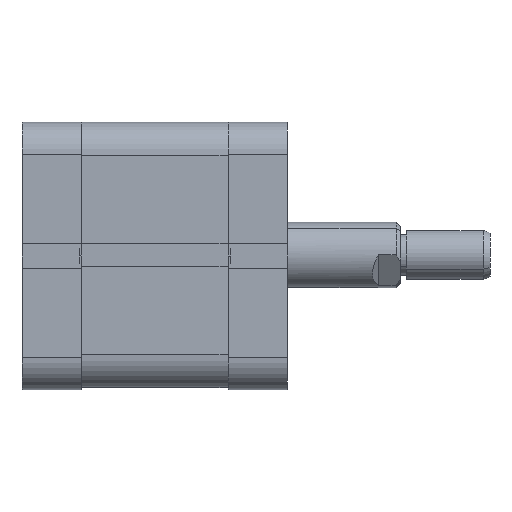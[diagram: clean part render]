
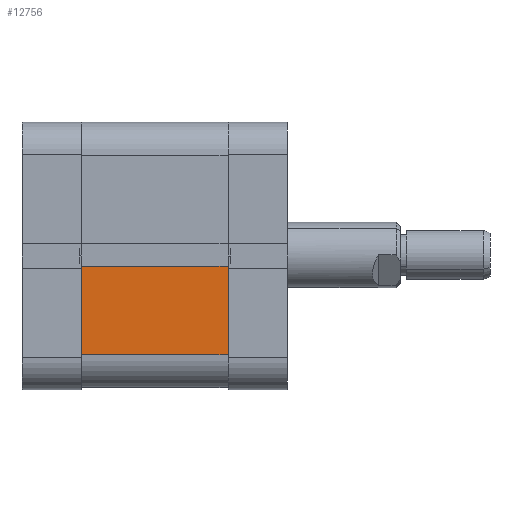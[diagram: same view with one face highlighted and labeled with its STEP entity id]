
A CAD part, front view. The second image highlights one B-rep face of the part: STEP entity #12756.
In plain terms, the highlighted planar face has unit normal (0, -1, 0).
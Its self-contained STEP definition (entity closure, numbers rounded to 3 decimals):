
#226 = EDGE_LOOP ( 'NONE', ( #1458, #18314, #21017, #14904 ) ) ;
#550 = VERTEX_POINT ( 'NONE', #22113 ) ;
#1458 = ORIENTED_EDGE ( 'NONE', *, *, #19670, .T. ) ;
#3420 = CARTESIAN_POINT ( 'NONE',  ( 0., -32.5, -24.5 ) ) ;
#7060 = VECTOR ( 'NONE', #32704, 1000. ) ;
#7565 = CARTESIAN_POINT ( 'NONE',  ( 36., -32.5, -32.5 ) ) ;
#8981 = CARTESIAN_POINT ( 'NONE',  ( 36., -32.5, -32.5 ) ) ;
#10114 = LINE ( 'NONE', #29996, #34869 ) ;
#10475 = LINE ( 'NONE', #10661, #7060 ) ;
#10661 = CARTESIAN_POINT ( 'NONE',  ( 36.001, -32.5, -2.8 ) ) ;
#12437 = EDGE_CURVE ( 'NONE', #550, #20634, #34496, .T. ) ;
#12756 = ADVANCED_FACE ( 'NONE', ( #33749 ), #28328, .F. ) ;
#13273 = CARTESIAN_POINT ( 'NONE',  ( 0., -32.5, -2.8 ) ) ;
#14510 = EDGE_CURVE ( 'NONE', #30846, #20634, #10114, .T. ) ;
#14904 = ORIENTED_EDGE ( 'NONE', *, *, #12437, .F. ) ;
#16322 = VECTOR ( 'NONE', #34677, 1000. ) ;
#18143 = DIRECTION ( 'NONE',  ( 0., 1., 0. ) ) ;
#18242 = DIRECTION ( 'NONE',  ( 1., 0., 0. ) ) ;
#18314 = ORIENTED_EDGE ( 'NONE', *, *, #34995, .T. ) ;
#19670 = EDGE_CURVE ( 'NONE', #550, #31882, #10475, .T. ) ;
#20634 = VERTEX_POINT ( 'NONE', #32880 ) ;
#21017 = ORIENTED_EDGE ( 'NONE', *, *, #14510, .T. ) ;
#22113 = CARTESIAN_POINT ( 'NONE',  ( 36., -32.5, -2.8 ) ) ;
#25538 = AXIS2_PLACEMENT_3D ( 'NONE', #8981, #18143, #27984 ) ;
#27984 = DIRECTION ( 'NONE',  ( 0., 0., 1. ) ) ;
#28328 = PLANE ( 'NONE',  #25538 ) ;
#29982 = LINE ( 'NONE', #35226, #35341 ) ;
#29996 = CARTESIAN_POINT ( 'NONE',  ( 36., -32.5, -24.5 ) ) ;
#30846 = VERTEX_POINT ( 'NONE', #3420 ) ;
#31882 = VERTEX_POINT ( 'NONE', #13273 ) ;
#32704 = DIRECTION ( 'NONE',  ( -1., 0., 0. ) ) ;
#32880 = CARTESIAN_POINT ( 'NONE',  ( 36., -32.5, -24.5 ) ) ;
#33042 = DIRECTION ( 'NONE',  ( 0., 0., -1. ) ) ;
#33749 = FACE_OUTER_BOUND ( 'NONE', #226, .T. ) ;
#34496 = LINE ( 'NONE', #7565, #16322 ) ;
#34677 = DIRECTION ( 'NONE',  ( 0., 0., -1. ) ) ;
#34869 = VECTOR ( 'NONE', #18242, 1000. ) ;
#34995 = EDGE_CURVE ( 'NONE', #31882, #30846, #29982, .T. ) ;
#35226 = CARTESIAN_POINT ( 'NONE',  ( 0., -32.5, -32.5 ) ) ;
#35341 = VECTOR ( 'NONE', #33042, 1000. ) ;
